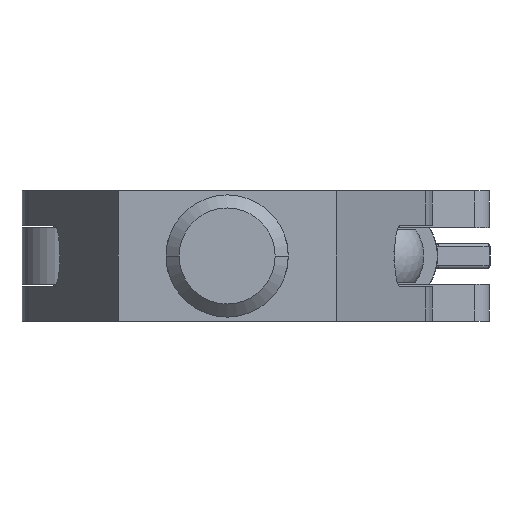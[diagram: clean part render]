
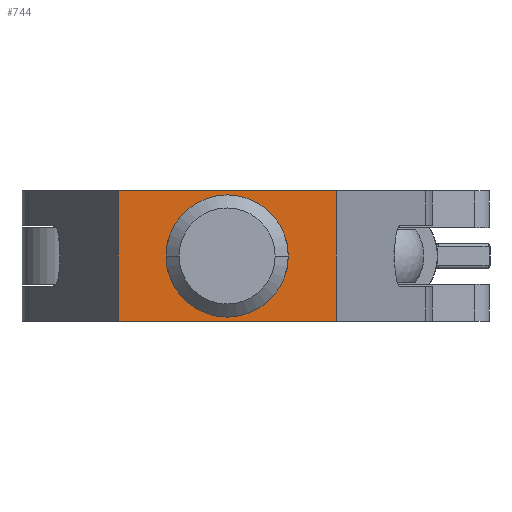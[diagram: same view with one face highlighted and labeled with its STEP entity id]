
A CAD part, front view. The second image highlights one B-rep face of the part: STEP entity #744.
In plain terms, the highlighted planar face has unit normal (0, -1, 0).
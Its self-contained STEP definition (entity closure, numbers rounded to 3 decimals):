
#38 = CARTESIAN_POINT ( 'NONE',  ( 25., 0., 14.95 ) ) ;
#455 = VECTOR ( 'NONE', #13729, 1000. ) ;
#467 = VECTOR ( 'NONE', #15338, 1000. ) ;
#575 = ORIENTED_EDGE ( 'NONE', *, *, #8394, .F. ) ;
#744 = ADVANCED_FACE ( 'NONE', ( #6087, #4230 ), #11674, .F. ) ;
#1085 = CARTESIAN_POINT ( 'NONE',  ( -25., 0., 14.95 ) ) ;
#1168 = LINE ( 'NONE', #1085, #10432 ) ;
#1679 = DIRECTION ( 'NONE',  ( 0., 1., 0. ) ) ;
#1688 = CARTESIAN_POINT ( 'NONE',  ( 25., 0., -14.95 ) ) ;
#1862 = CIRCLE ( 'NONE', #10662, 6.35 ) ;
#2244 = CARTESIAN_POINT ( 'NONE',  ( -25., 0., -14.95 ) ) ;
#2666 = ORIENTED_EDGE ( 'NONE', *, *, #2855, .T. ) ;
#2731 = DIRECTION ( 'NONE',  ( 0., 0., 1. ) ) ;
#2855 = EDGE_CURVE ( 'NONE', #9948, #10108, #1862, .T. ) ;
#3302 = DIRECTION ( 'NONE',  ( 0., 1., 0. ) ) ;
#3332 = EDGE_CURVE ( 'NONE', #12064, #6973, #6579, .T. ) ;
#3841 = EDGE_CURVE ( 'NONE', #10108, #9948, #8840, .T. ) ;
#3879 = DIRECTION ( 'NONE',  ( 0., 1., 0. ) ) ;
#3908 = CARTESIAN_POINT ( 'NONE',  ( -25., 0., 14.95 ) ) ;
#4044 = LINE ( 'NONE', #4127, #455 ) ;
#4127 = CARTESIAN_POINT ( 'NONE',  ( -25., 0., 14.95 ) ) ;
#4230 = FACE_OUTER_BOUND ( 'NONE', #11223, .T. ) ;
#5127 = ORIENTED_EDGE ( 'NONE', *, *, #3841, .T. ) ;
#5374 = DIRECTION ( 'NONE',  ( 0., 0., -1. ) ) ;
#6087 = FACE_BOUND ( 'NONE', #13831, .T. ) ;
#6291 = VERTEX_POINT ( 'NONE', #3908 ) ;
#6501 = EDGE_CURVE ( 'NONE', #6291, #9226, #4044, .T. ) ;
#6579 = LINE ( 'NONE', #12600, #6944 ) ;
#6895 = CARTESIAN_POINT ( 'NONE',  ( -25., 0., 14.95 ) ) ;
#6944 = VECTOR ( 'NONE', #5374, 1000. ) ;
#6973 = VERTEX_POINT ( 'NONE', #1688 ) ;
#7558 = AXIS2_PLACEMENT_3D ( 'NONE', #11219, #1679, #2731 ) ;
#7607 = CARTESIAN_POINT ( 'NONE',  ( -25., 0., -14.95 ) ) ;
#8161 = DIRECTION ( 'NONE',  ( 0., 0., 1. ) ) ;
#8392 = LINE ( 'NONE', #2244, #467 ) ;
#8394 = EDGE_CURVE ( 'NONE', #6291, #12064, #1168, .T. ) ;
#8811 = DIRECTION ( 'NONE',  ( 0., 0., 1. ) ) ;
#8840 = CIRCLE ( 'NONE', #7558, 6.35 ) ;
#9002 = CARTESIAN_POINT ( 'NONE',  ( 0., 0., 6.35 ) ) ;
#9226 = VERTEX_POINT ( 'NONE', #7607 ) ;
#9264 = CARTESIAN_POINT ( 'NONE',  ( 0., 0., -6.35 ) ) ;
#9537 = DIRECTION ( 'NONE',  ( 1., 0., 0. ) ) ;
#9948 = VERTEX_POINT ( 'NONE', #9002 ) ;
#9959 = CARTESIAN_POINT ( 'NONE',  ( 0., 0., 0. ) ) ;
#10108 = VERTEX_POINT ( 'NONE', #9264 ) ;
#10311 = AXIS2_PLACEMENT_3D ( 'NONE', #6895, #3302, #8161 ) ;
#10432 = VECTOR ( 'NONE', #9537, 1000. ) ;
#10662 = AXIS2_PLACEMENT_3D ( 'NONE', #9959, #3879, #8811 ) ;
#11219 = CARTESIAN_POINT ( 'NONE',  ( 0., 0., 0. ) ) ;
#11223 = EDGE_LOOP ( 'NONE', ( #14423, #13783, #575, #14555 ) ) ;
#11674 = PLANE ( 'NONE',  #10311 ) ;
#12064 = VERTEX_POINT ( 'NONE', #38 ) ;
#12600 = CARTESIAN_POINT ( 'NONE',  ( 25., 0., 14.95 ) ) ;
#12940 = EDGE_CURVE ( 'NONE', #9226, #6973, #8392, .T. ) ;
#13729 = DIRECTION ( 'NONE',  ( 0., 0., -1. ) ) ;
#13783 = ORIENTED_EDGE ( 'NONE', *, *, #3332, .F. ) ;
#13831 = EDGE_LOOP ( 'NONE', ( #2666, #5127 ) ) ;
#14423 = ORIENTED_EDGE ( 'NONE', *, *, #12940, .T. ) ;
#14555 = ORIENTED_EDGE ( 'NONE', *, *, #6501, .T. ) ;
#15338 = DIRECTION ( 'NONE',  ( 1., 0., 0. ) ) ;
